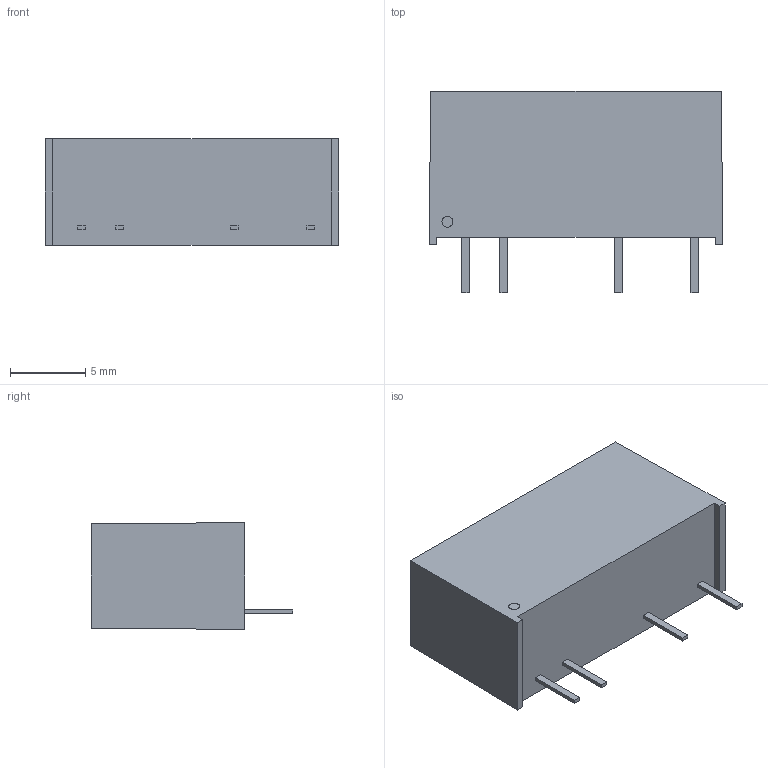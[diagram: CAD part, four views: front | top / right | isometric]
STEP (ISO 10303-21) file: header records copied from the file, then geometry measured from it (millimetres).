
FILE_DESCRIPTION (( 'STEP AP214' ), '1' );
FILE_NAME ('tmv2hi-single - Kopie.STEP', '2015-07-29T09:52:30', ( '' ), ( '' ), 'SwSTEP 2.0', 'SolidWorks 2013', '' );
FILE_SCHEMA (( 'AUTOMOTIVE_DESIGN' ));
Length unit declared in the file: millimetre
Products named in the file (1): tmv2hi-single - Kopie
Bounding box: 19.5 x 13.4 x 7.1 mm (x, y, z)
Volume: 1324.4 mm3; surface area: 821.9 mm2
Topology: 1 solids, 1 shells, 33 faces, 78 edges, 52 vertices
Faces by surface type: plane 31, cylinder 2
Entity records: 970 total; most frequent: CARTESIAN_POINT 164, ORIENTED_EDGE 156, DIRECTION 150, EDGE_CURVE 78, LINE 74, VECTOR 74, VERTEX_POINT 52, AXIS2_PLACEMENT_3D 38
